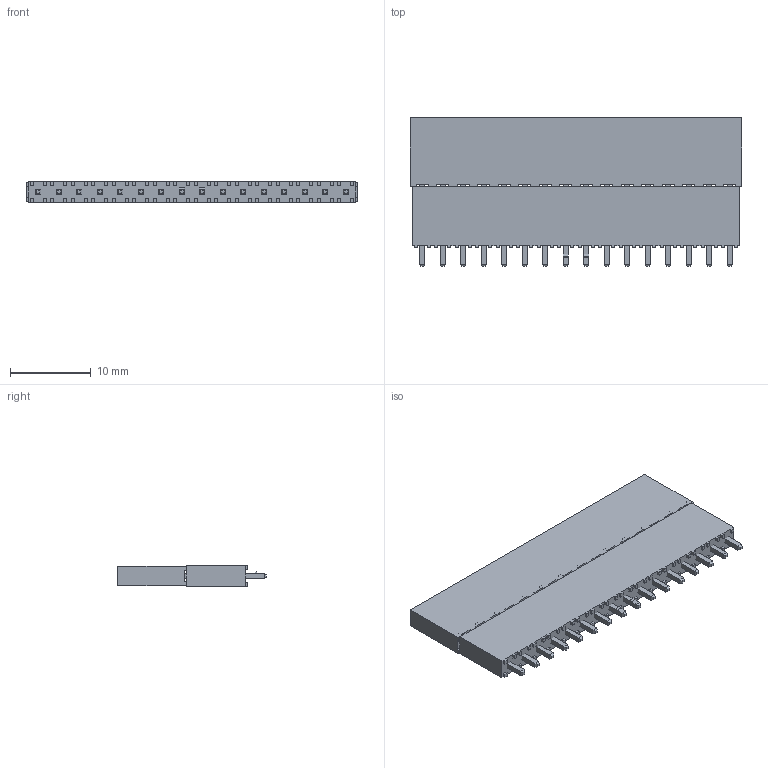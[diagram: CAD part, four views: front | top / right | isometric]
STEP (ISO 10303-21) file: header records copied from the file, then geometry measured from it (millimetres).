
FILE_DESCRIPTION(/* description */ ('STEP AP214'),/* implementation_level */ '2;1');
FILE_NAME(/* name */ 'ESQ-116-33-L-S-LL',/* time_stamp */ '2024-07-09T19:21:11+02:00',/* author */ ('License CC BY-ND 4.0'),/* organization */ ('CADENAS'),/* preprocessor_version */ 'ST-DEVELOPER v19.3',/* originating_system */ 'PARTsolutions',/* authorisation */ ' ');
FILE_SCHEMA (('AUTOMOTIVE_DESIGN {1 0 10303 214 3 1 1}'));
Length unit declared in the file: inch
Products named in the file (5): ESQ-116-33-L-S-LL; ESQ-116-33-L-S-LL_socket; ESQ-116-33-L-S-LL_pins; ESQ-116-33-L-S-LL2_pins; ESQ-116-33-G-S-LL_bpins
Assembly tree (4 placements, depth 2):
  ESQ-116-33-L-S-LL
    ESQ-116-33-L-S-LL_socket
    ESQ-116-33-L-S-LL_pins
    ESQ-116-33-L-S-LL2_pins
    ESQ-116-33-G-S-LL_bpins
Bounding box: 41.15 x 18.41 x 2.54 mm (x, y, z)
Volume: 1606.5 mm3; surface area: 3090.4 mm2
Topology: 4 solids, 4 shells, 824 faces, 2240 edges, 1472 vertices
Faces by surface type: plane 808, cylinder 16
Entity records: 25495 total; most frequent: CARTESIAN_POINT 4541, ORIENTED_EDGE 4480, DIRECTION 3930, EDGE_CURVE 2240, LINE 2208, VECTOR 2208, VERTEX_POINT 1472, EDGE_LOOP 872
